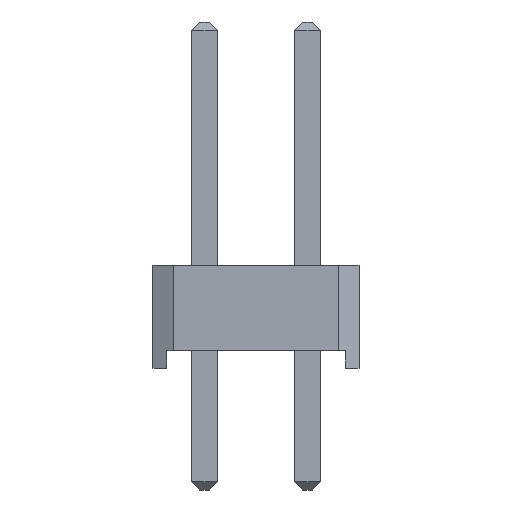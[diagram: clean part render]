
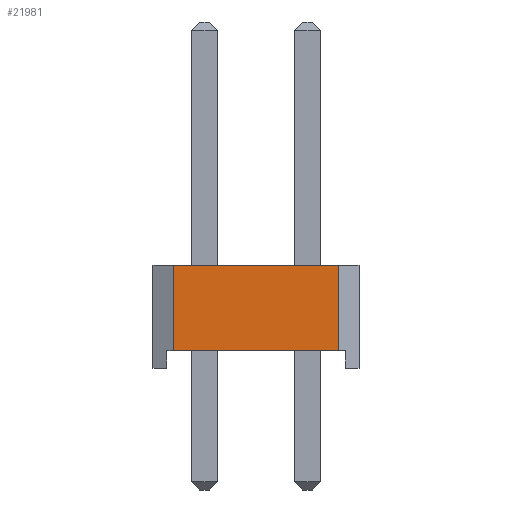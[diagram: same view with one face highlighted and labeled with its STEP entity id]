
A CAD part, front view. The second image highlights one B-rep face of the part: STEP entity #21981.
In plain terms, the highlighted face is planar.
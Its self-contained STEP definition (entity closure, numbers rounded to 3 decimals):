
#828=ORIENTED_EDGE('',*,*,#5040,.T.);
#829=ORIENTED_EDGE('',*,*,#4756,.T.);
#830=ORIENTED_EDGE('',*,*,#5041,.F.);
#831=ORIENTED_EDGE('',*,*,#4899,.F.);
#4756=EDGE_CURVE('',#6962,#6963,#8326,.T.);
#4899=EDGE_CURVE('',#7004,#7005,#8469,.T.);
#5040=EDGE_CURVE('',#7004,#6962,#8610,.T.);
#5041=EDGE_CURVE('',#7005,#6963,#8611,.T.);
#6962=VERTEX_POINT('',#28457);
#6963=VERTEX_POINT('',#28458);
#7004=VERTEX_POINT('',#28681);
#7005=VERTEX_POINT('',#28683);
#8326=LINE('',#28456,#10532);
#8469=LINE('',#28682,#10675);
#8610=LINE('',#28905,#10816);
#8611=LINE('',#28906,#10817);
#10532=VECTOR('',#24160,1000.);
#10675=VECTOR('',#24383,1000.);
#10816=VECTOR('',#24606,1000.);
#10817=VECTOR('',#24607,1000.);
#12579=EDGE_LOOP('',(#828,#829,#830,#831));
#13583=FACE_BOUND('',#12579,.T.);
#14587=PLANE('',#22912);
#21981=ADVANCED_FACE('',(#13583),#14587,.F.);
#22912=AXIS2_PLACEMENT_3D('',#28904,#24604,#24605);
#24160=DIRECTION('',(0.,1.,0.));
#24383=DIRECTION('',(0.,1.,0.));
#24604=DIRECTION('',(-1.,0.,0.));
#24605=DIRECTION('',(0.,0.,1.));
#24606=DIRECTION('',(0.,0.,-1.));
#24607=DIRECTION('',(0.,0.,-1.));
#28456=CARTESIAN_POINT('',(25.4,0.,-3.31));
#28457=CARTESIAN_POINT('',(25.4,-0.832,-3.31));
#28458=CARTESIAN_POINT('',(25.4,1.27,-3.31));
#28681=CARTESIAN_POINT('',(25.4,-0.832,0.77));
#28682=CARTESIAN_POINT('',(25.4,0.,0.77));
#28683=CARTESIAN_POINT('',(25.4,1.27,0.77));
#28904=CARTESIAN_POINT('',(25.4,0.,0.));
#28905=CARTESIAN_POINT('',(25.4,-0.832,0.93));
#28906=CARTESIAN_POINT('',(25.4,1.27,1.27));
